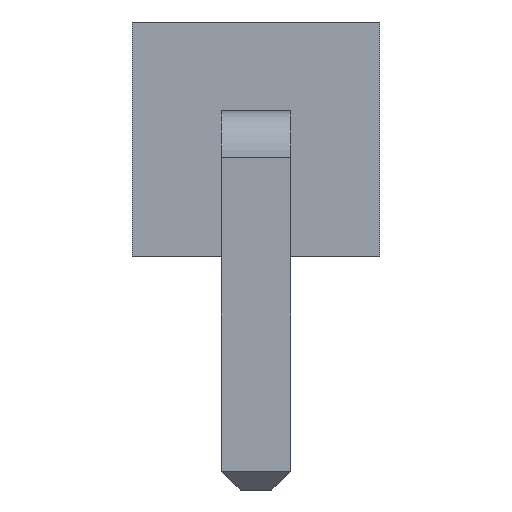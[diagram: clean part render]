
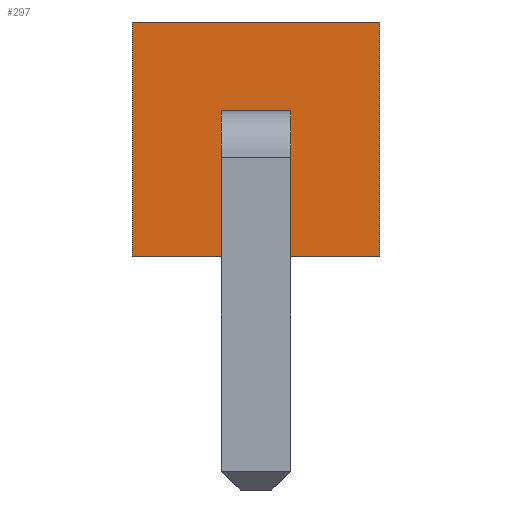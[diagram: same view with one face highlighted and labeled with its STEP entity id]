
A CAD part, front view. The second image highlights one B-rep face of the part: STEP entity #297.
In plain terms, the highlighted planar face has unit normal (0, -1, 0).
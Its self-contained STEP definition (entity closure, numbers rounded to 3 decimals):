
#72 = VERTEX_POINT('',#73);
#73 = CARTESIAN_POINT('',(-0.37,1.85,1.55));
#79 = EDGE_CURVE('',#72,#80,#82,.T.);
#80 = VERTEX_POINT('',#81);
#81 = CARTESIAN_POINT('',(-0.37,1.85,0.95));
#82 = LINE('',#83,#84);
#83 = CARTESIAN_POINT('',(-0.37,1.85,1.55));
#84 = VECTOR('',#85,1.);
#85 = DIRECTION('',(0.,0.,-1.));
#191 = VERTEX_POINT('',#192);
#192 = CARTESIAN_POINT('',(0.37,1.85,0.95));
#198 = EDGE_CURVE('',#191,#199,#201,.T.);
#199 = VERTEX_POINT('',#200);
#200 = CARTESIAN_POINT('',(0.37,1.85,1.55));
#201 = LINE('',#202,#203);
#202 = CARTESIAN_POINT('',(0.37,1.85,0.95));
#203 = VECTOR('',#204,1.);
#204 = DIRECTION('',(0.,0.,1.));
#270 = EDGE_CURVE('',#199,#72,#271,.T.);
#271 = LINE('',#272,#273);
#272 = CARTESIAN_POINT('',(0.37,1.85,1.55));
#273 = VECTOR('',#274,1.);
#274 = DIRECTION('',(-1.,0.,0.));
#287 = EDGE_CURVE('',#80,#191,#288,.T.);
#288 = LINE('',#289,#290);
#289 = CARTESIAN_POINT('',(-0.37,1.85,0.95));
#290 = VECTOR('',#291,1.);
#291 = DIRECTION('',(1.,0.,0.));
#297 = ADVANCED_FACE('',(#298,#332),#338,.T.);
#298 = FACE_BOUND('',#299,.T.);
#299 = EDGE_LOOP('',(#300,#310,#318,#326));
#300 = ORIENTED_EDGE('',*,*,#301,.T.);
#301 = EDGE_CURVE('',#302,#304,#306,.T.);
#302 = VERTEX_POINT('',#303);
#303 = CARTESIAN_POINT('',(1.32,1.85,0.));
#304 = VERTEX_POINT('',#305);
#305 = CARTESIAN_POINT('',(1.32,1.85,2.5));
#306 = LINE('',#307,#308);
#307 = CARTESIAN_POINT('',(1.32,1.85,0.));
#308 = VECTOR('',#309,1.);
#309 = DIRECTION('',(0.,0.,1.));
#310 = ORIENTED_EDGE('',*,*,#311,.T.);
#311 = EDGE_CURVE('',#304,#312,#314,.T.);
#312 = VERTEX_POINT('',#313);
#313 = CARTESIAN_POINT('',(-1.32,1.85,2.5));
#314 = LINE('',#315,#316);
#315 = CARTESIAN_POINT('',(1.32,1.85,2.5));
#316 = VECTOR('',#317,1.);
#317 = DIRECTION('',(-1.,0.,0.));
#318 = ORIENTED_EDGE('',*,*,#319,.F.);
#319 = EDGE_CURVE('',#320,#312,#322,.T.);
#320 = VERTEX_POINT('',#321);
#321 = CARTESIAN_POINT('',(-1.32,1.85,0.));
#322 = LINE('',#323,#324);
#323 = CARTESIAN_POINT('',(-1.32,1.85,0.));
#324 = VECTOR('',#325,1.);
#325 = DIRECTION('',(0.,0.,1.));
#326 = ORIENTED_EDGE('',*,*,#327,.F.);
#327 = EDGE_CURVE('',#302,#320,#328,.T.);
#328 = LINE('',#329,#330);
#329 = CARTESIAN_POINT('',(1.32,1.85,0.));
#330 = VECTOR('',#331,1.);
#331 = DIRECTION('',(-1.,0.,0.));
#332 = FACE_BOUND('',#333,.T.);
#333 = EDGE_LOOP('',(#334,#335,#336,#337));
#334 = ORIENTED_EDGE('',*,*,#270,.F.);
#335 = ORIENTED_EDGE('',*,*,#198,.F.);
#336 = ORIENTED_EDGE('',*,*,#287,.F.);
#337 = ORIENTED_EDGE('',*,*,#79,.F.);
#338 = PLANE('',#339);
#339 = AXIS2_PLACEMENT_3D('',#340,#341,#342);
#340 = CARTESIAN_POINT('',(1.32,1.85,0.));
#341 = DIRECTION('',(0.,-1.,0.));
#342 = DIRECTION('',(-1.,0.,0.));
